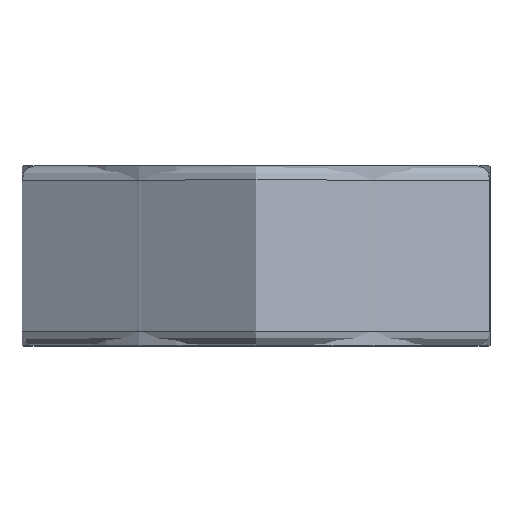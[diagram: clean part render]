
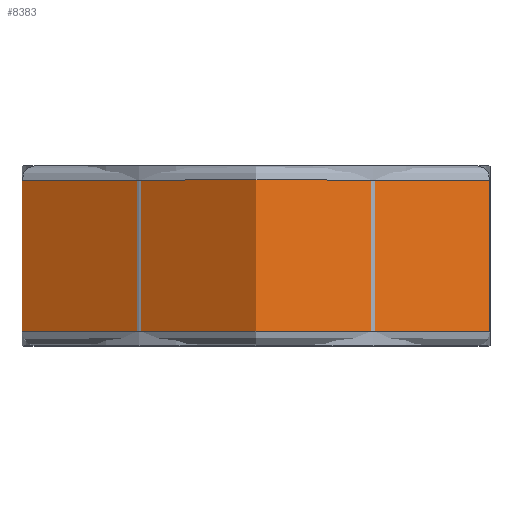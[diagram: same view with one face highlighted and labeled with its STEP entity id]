
A CAD part, top view. The second image highlights one B-rep face of the part: STEP entity #8383.
In plain terms, the highlighted cylindrical face has radius 75 mm (diameter 150 mm), a full revolution.
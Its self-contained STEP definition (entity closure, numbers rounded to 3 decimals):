
#1271=FACE_OUTER_BOUND('',#1751,.T.);
#1751=EDGE_LOOP('',(#5758,#5759,#5760,#5761,#5762,#5763));
#2324=LINE('',#11631,#2788);
#2788=VECTOR('',#9753,75.);
#3255=CIRCLE('',#9027,75.);
#3256=CIRCLE('',#9028,75.);
#3257=CIRCLE('',#9030,75.);
#3258=CIRCLE('',#9031,75.);
#3588=VERTEX_POINT('',#11624);
#3589=VERTEX_POINT('',#11626);
#3590=VERTEX_POINT('',#11630);
#3591=VERTEX_POINT('',#11632);
#4460=EDGE_CURVE('',#3588,#3589,#3255,.T.);
#4461=EDGE_CURVE('',#3589,#3588,#3256,.T.);
#4462=EDGE_CURVE('',#3589,#3590,#2324,.T.);
#4463=EDGE_CURVE('',#3590,#3591,#3257,.T.);
#4464=EDGE_CURVE('',#3591,#3590,#3258,.T.);
#5758=ORIENTED_EDGE('',*,*,#4460,.F.);
#5759=ORIENTED_EDGE('',*,*,#4461,.F.);
#5760=ORIENTED_EDGE('',*,*,#4462,.T.);
#5761=ORIENTED_EDGE('',*,*,#4463,.T.);
#5762=ORIENTED_EDGE('',*,*,#4464,.T.);
#5763=ORIENTED_EDGE('',*,*,#4462,.F.);
#8338=CYLINDRICAL_SURFACE('',#9029,75.);
#8383=ADVANCED_FACE('',(#1271),#8338,.T.);
#9027=AXIS2_PLACEMENT_3D('',#11627,#9747,#9748);
#9028=AXIS2_PLACEMENT_3D('',#11628,#9749,#9750);
#9029=AXIS2_PLACEMENT_3D('',#11629,#9751,#9752);
#9030=AXIS2_PLACEMENT_3D('',#11633,#9754,#9755);
#9031=AXIS2_PLACEMENT_3D('',#11634,#9756,#9757);
#9747=DIRECTION('center_axis',(0.,-1.,0.));
#9748=DIRECTION('ref_axis',(0.,0.,1.));
#9749=DIRECTION('center_axis',(0.,-1.,0.));
#9750=DIRECTION('ref_axis',(0.,0.,1.));
#9751=DIRECTION('center_axis',(0.,-1.,0.));
#9752=DIRECTION('ref_axis',(0.,0.,1.));
#9753=DIRECTION('',(0.,1.,0.));
#9754=DIRECTION('center_axis',(0.,-1.,0.));
#9755=DIRECTION('ref_axis',(0.,0.,1.));
#9756=DIRECTION('center_axis',(0.,-1.,0.));
#9757=DIRECTION('ref_axis',(0.,0.,1.));
#11624=CARTESIAN_POINT('',(0.,-21.,75.));
#11626=CARTESIAN_POINT('',(0.,-21.,-75.));
#11627=CARTESIAN_POINT('Origin',(0.,-21.,0.));
#11628=CARTESIAN_POINT('Origin',(0.,-21.,0.));
#11629=CARTESIAN_POINT('Origin',(0.,0.,0.));
#11630=CARTESIAN_POINT('',(0.,21.,-75.));
#11631=CARTESIAN_POINT('',(0.,0.,-75.));
#11632=CARTESIAN_POINT('',(0.,21.,75.));
#11633=CARTESIAN_POINT('Origin',(0.,21.,0.));
#11634=CARTESIAN_POINT('Origin',(0.,21.,0.));
